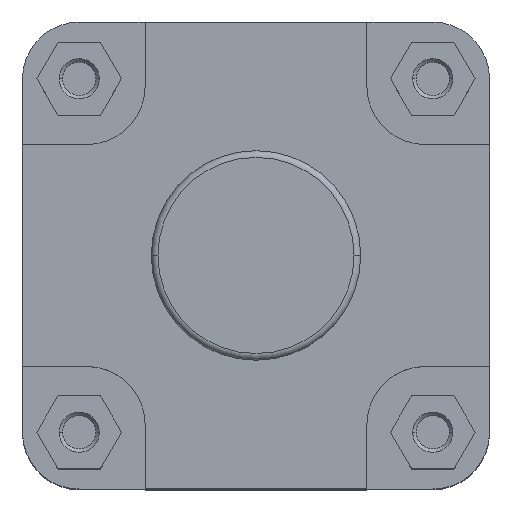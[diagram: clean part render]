
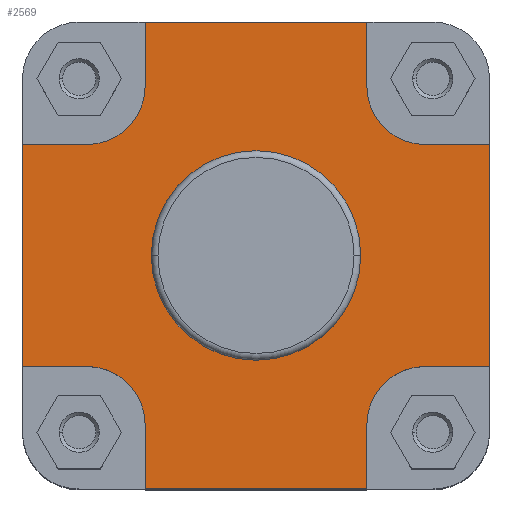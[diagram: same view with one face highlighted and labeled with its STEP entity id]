
A CAD part, top view. The second image highlights one B-rep face of the part: STEP entity #2569.
In plain terms, the highlighted planar face has unit normal (0, 0, 1).
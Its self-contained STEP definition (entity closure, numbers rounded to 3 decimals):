
#1 = ORIENTED_EDGE ( 'NONE', *, *, #377, .F. ) ;
#75 = DIRECTION ( 'NONE',  ( 1., 0., 0. ) ) ;
#110 = CARTESIAN_POINT ( 'NONE',  ( 70., 33.25, -6. ) ) ;
#139 = DIRECTION ( 'NONE',  ( 0., 1., 0. ) ) ;
#140 = CARTESIAN_POINT ( 'NONE',  ( -33.25, 70., -6. ) ) ;
#141 = CARTESIAN_POINT ( 'NONE',  ( 70., -154.141, -6. ) ) ;
#146 = DIRECTION ( 'NONE',  ( 0., -1., 0. ) ) ;
#192 = DIRECTION ( 'NONE',  ( 1., 0., 0. ) ) ;
#194 = CARTESIAN_POINT ( 'NONE',  ( 0., -70., -6. ) ) ;
#253 = EDGE_CURVE ( 'NONE', #7096, #7060, #1515, .T. ) ;
#263 = EDGE_CURVE ( 'NONE', #6973, #7030, #1540, .T. ) ;
#308 = EDGE_CURVE ( 'NONE', #7046, #7061, #1604, .T. ) ;
#315 = EDGE_CURVE ( 'NONE', #7070, #7029, #1627, .T. ) ;
#317 = EDGE_CURVE ( 'NONE', #7096, #6983, #1601, .T. ) ;
#360 = EDGE_CURVE ( 'NONE', #7061, #6715, #1701, .T. ) ;
#377 = EDGE_CURVE ( 'NONE', #6715, #7060, #1727, .T. ) ;
#409 = EDGE_CURVE ( 'NONE', #6622, #6621, #1782, .T. ) ;
#463 = EDGE_CURVE ( 'NONE', #7029, #6522, #1872, .T. ) ;
#525 = EDGE_CURVE ( 'NONE', #7046, #7103, #1966, .T. ) ;
#546 = EDGE_CURVE ( 'NONE', #6982, #6977, #2004, .T. ) ;
#549 = EDGE_CURVE ( 'NONE', #7068, #7070, #2010, .T. ) ;
#566 = EDGE_CURVE ( 'NONE', #7073, #7068, #2016, .T. ) ;
#643 = EDGE_CURVE ( 'NONE', #7030, #7073, #2160, .T. ) ;
#658 = EDGE_CURVE ( 'NONE', #6522, #7103, #2182, .T. ) ;
#746 = AXIS2_PLACEMENT_3D ( 'NONE', #6758, #6666, #6788 ) ;
#756 = AXIS2_PLACEMENT_3D ( 'NONE', #7493, #7495, #7522 ) ;
#778 = AXIS2_PLACEMENT_3D ( 'NONE', #7329, #7330, #7178 ) ;
#847 = AXIS2_PLACEMENT_3D ( 'NONE', #2660, #2662, #2663 ) ;
#1151 = AXIS2_PLACEMENT_3D ( 'NONE', #3752, #3754, #3755 ) ;
#1174 = AXIS2_PLACEMENT_3D ( 'NONE', #4559, #4567, #4568 ) ;
#1188 = AXIS2_PLACEMENT_3D ( 'NONE', #4987, #4988, #4989 ) ;
#1320 = EDGE_LOOP ( 'NONE', ( #6429, #1, #6511, #6415, #5827, #6406, #6410, #6407, #6432, #5826, #6422, #5828, #5825, #6419, #6428, #6434 ) ) ;
#1377 = EDGE_LOOP ( 'NONE', ( #6426, #6421 ) ) ;
#1515 = LINE ( 'NONE', #7229, #1523 ) ;
#1523 = VECTOR ( 'NONE', #7227, 1000. ) ;
#1537 = VECTOR ( 'NONE', #6770, 1000. ) ;
#1540 = LINE ( 'NONE', #7264, #1537 ) ;
#1601 = LINE ( 'NONE', #6824, #1631 ) ;
#1604 = LINE ( 'NONE', #7213, #1615 ) ;
#1615 = VECTOR ( 'NONE', #7180, 1000. ) ;
#1627 = LINE ( 'NONE', #6827, #1628 ) ;
#1628 = VECTOR ( 'NONE', #6801, 1000. ) ;
#1631 = VECTOR ( 'NONE', #6868, 1000. ) ;
#1701 = CIRCLE ( 'NONE', #746, 17.5 ) ;
#1724 = VECTOR ( 'NONE', #7541, 1000. ) ;
#1727 = LINE ( 'NONE', #6877, #1724 ) ;
#1782 = CIRCLE ( 'NONE', #756, 31.4 ) ;
#1872 = CIRCLE ( 'NONE', #778, 17.5 ) ;
#1966 = LINE ( 'NONE', #194, #1967 ) ;
#1967 = VECTOR ( 'NONE', #192, 1000. ) ;
#2004 = LINE ( 'NONE', #140, #2005 ) ;
#2005 = VECTOR ( 'NONE', #139, 1000. ) ;
#2010 = LINE ( 'NONE', #141, #2011 ) ;
#2011 = VECTOR ( 'NONE', #146, 1000. ) ;
#2016 = LINE ( 'NONE', #110, #2024 ) ;
#2024 = VECTOR ( 'NONE', #75, 1000. ) ;
#2160 = CIRCLE ( 'NONE', #847, 17.5 ) ;
#2182 = LINE ( 'NONE', #2699, #2183 ) ;
#2183 = VECTOR ( 'NONE', #2700, 1000. ) ;
#2569 = ADVANCED_FACE ( 'NONE', ( #4245, #4249 ), #3753, .F. ) ;
#2660 = CARTESIAN_POINT ( 'NONE',  ( 50.75, 50.75, -6. ) ) ;
#2662 = DIRECTION ( 'NONE',  ( 0., 0., 1. ) ) ;
#2663 = DIRECTION ( 'NONE',  ( -1., 0., 0. ) ) ;
#2699 = CARTESIAN_POINT ( 'NONE',  ( 33.25, -70., -6. ) ) ;
#2700 = DIRECTION ( 'NONE',  ( 0., -1., 0. ) ) ;
#3752 = CARTESIAN_POINT ( 'NONE',  ( 0., 31.4, -6. ) ) ;
#3753 = PLANE ( 'NONE',  #1151 ) ;
#3754 = DIRECTION ( 'NONE',  ( 0., 0., -1. ) ) ;
#3755 = DIRECTION ( 'NONE',  ( -1., 0., 0. ) ) ;
#3781 = CARTESIAN_POINT ( 'NONE',  ( 0., 70., -6. ) ) ;
#3782 = DIRECTION ( 'NONE',  ( 1., 0., 0. ) ) ;
#4245 = FACE_BOUND ( 'NONE', #1377, .T. ) ;
#4249 = FACE_OUTER_BOUND ( 'NONE', #1320, .T. ) ;
#4260 = LINE ( 'NONE', #3781, #4261 ) ;
#4261 = VECTOR ( 'NONE', #3782, 1000. ) ;
#4376 = CIRCLE ( 'NONE', #1174, 31.4 ) ;
#4411 = CIRCLE ( 'NONE', #1188, 17.5 ) ;
#4559 = CARTESIAN_POINT ( 'NONE',  ( 0., 0., -6. ) ) ;
#4567 = DIRECTION ( 'NONE',  ( 0., 0., 1. ) ) ;
#4568 = DIRECTION ( 'NONE',  ( 1., 0., 0. ) ) ;
#4635 = CARTESIAN_POINT ( 'NONE',  ( 33.25, -50.75, -6. ) ) ;
#4734 = CARTESIAN_POINT ( 'NONE',  ( -31.4, 0., -6. ) ) ;
#4735 = CARTESIAN_POINT ( 'NONE',  ( 31.4, 0., -6. ) ) ;
#4822 = CARTESIAN_POINT ( 'NONE',  ( -50.75, -33.25, -6. ) ) ;
#4865 = CARTESIAN_POINT ( 'NONE',  ( 33.25, 70., -6. ) ) ;
#4869 = CARTESIAN_POINT ( 'NONE',  ( -33.25, 70., -6. ) ) ;
#4874 = CARTESIAN_POINT ( 'NONE',  ( -33.25, 50.75, -6. ) ) ;
#4875 = CARTESIAN_POINT ( 'NONE',  ( -50.75, 33.25, -6. ) ) ;
#4902 = CARTESIAN_POINT ( 'NONE',  ( 50.75, -33.25, -6. ) ) ;
#4903 = CARTESIAN_POINT ( 'NONE',  ( 33.25, 50.75, -6. ) ) ;
#4919 = CARTESIAN_POINT ( 'NONE',  ( -33.25, -70., -6. ) ) ;
#4930 = CARTESIAN_POINT ( 'NONE',  ( -70., -33.25, -6. ) ) ;
#4931 = CARTESIAN_POINT ( 'NONE',  ( -33.25, -50.75, -6. ) ) ;
#4938 = CARTESIAN_POINT ( 'NONE',  ( 70., 33.25, -6. ) ) ;
#4940 = CARTESIAN_POINT ( 'NONE',  ( 70., -33.25, -6. ) ) ;
#4943 = CARTESIAN_POINT ( 'NONE',  ( 50.75, 33.25, -6. ) ) ;
#4966 = CARTESIAN_POINT ( 'NONE',  ( -70., 33.25, -6. ) ) ;
#4973 = CARTESIAN_POINT ( 'NONE',  ( 33.25, -70., -6. ) ) ;
#4987 = CARTESIAN_POINT ( 'NONE',  ( -50.75, 50.75, -6. ) ) ;
#4988 = DIRECTION ( 'NONE',  ( 0., 0., 1. ) ) ;
#4989 = DIRECTION ( 'NONE',  ( -1., 0., 0. ) ) ;
#5825 = ORIENTED_EDGE ( 'NONE', *, *, #6373, .F. ) ;
#5826 = ORIENTED_EDGE ( 'NONE', *, *, #566, .F. ) ;
#5827 = ORIENTED_EDGE ( 'NONE', *, *, #525, .T. ) ;
#5828 = ORIENTED_EDGE ( 'NONE', *, *, #263, .F. ) ;
#6373 = EDGE_CURVE ( 'NONE', #6977, #6973, #4260, .T. ) ;
#6406 = ORIENTED_EDGE ( 'NONE', *, *, #658, .F. ) ;
#6407 = ORIENTED_EDGE ( 'NONE', *, *, #315, .F. ) ;
#6410 = ORIENTED_EDGE ( 'NONE', *, *, #463, .F. ) ;
#6415 = ORIENTED_EDGE ( 'NONE', *, *, #308, .F. ) ;
#6419 = ORIENTED_EDGE ( 'NONE', *, *, #546, .F. ) ;
#6421 = ORIENTED_EDGE ( 'NONE', *, *, #6487, .F. ) ;
#6422 = ORIENTED_EDGE ( 'NONE', *, *, #643, .F. ) ;
#6426 = ORIENTED_EDGE ( 'NONE', *, *, #409, .F. ) ;
#6428 = ORIENTED_EDGE ( 'NONE', *, *, #7597, .F. ) ;
#6429 = ORIENTED_EDGE ( 'NONE', *, *, #253, .T. ) ;
#6432 = ORIENTED_EDGE ( 'NONE', *, *, #549, .F. ) ;
#6434 = ORIENTED_EDGE ( 'NONE', *, *, #317, .F. ) ;
#6487 = EDGE_CURVE ( 'NONE', #6621, #6622, #4376, .T. ) ;
#6511 = ORIENTED_EDGE ( 'NONE', *, *, #360, .F. ) ;
#6522 = VERTEX_POINT ( 'NONE', #4635 ) ;
#6621 = VERTEX_POINT ( 'NONE', #4734 ) ;
#6622 = VERTEX_POINT ( 'NONE', #4735 ) ;
#6666 = DIRECTION ( 'NONE',  ( 0., 0., 1. ) ) ;
#6715 = VERTEX_POINT ( 'NONE', #4822 ) ;
#6758 = CARTESIAN_POINT ( 'NONE',  ( -50.75, -50.75, -6. ) ) ;
#6770 = DIRECTION ( 'NONE',  ( 0., -1., 0. ) ) ;
#6788 = DIRECTION ( 'NONE',  ( -1., 0., 0. ) ) ;
#6801 = DIRECTION ( 'NONE',  ( -1., 0., 0. ) ) ;
#6824 = CARTESIAN_POINT ( 'NONE',  ( -50.75, 33.25, -6. ) ) ;
#6827 = CARTESIAN_POINT ( 'NONE',  ( 50.75, -33.25, -6. ) ) ;
#6868 = DIRECTION ( 'NONE',  ( 1., 0., 0. ) ) ;
#6877 = CARTESIAN_POINT ( 'NONE',  ( -70., -33.25, -6. ) ) ;
#6973 = VERTEX_POINT ( 'NONE', #4865 ) ;
#6977 = VERTEX_POINT ( 'NONE', #4869 ) ;
#6982 = VERTEX_POINT ( 'NONE', #4874 ) ;
#6983 = VERTEX_POINT ( 'NONE', #4875 ) ;
#7029 = VERTEX_POINT ( 'NONE', #4902 ) ;
#7030 = VERTEX_POINT ( 'NONE', #4903 ) ;
#7046 = VERTEX_POINT ( 'NONE', #4919 ) ;
#7060 = VERTEX_POINT ( 'NONE', #4930 ) ;
#7061 = VERTEX_POINT ( 'NONE', #4931 ) ;
#7068 = VERTEX_POINT ( 'NONE', #4938 ) ;
#7070 = VERTEX_POINT ( 'NONE', #4940 ) ;
#7073 = VERTEX_POINT ( 'NONE', #4943 ) ;
#7096 = VERTEX_POINT ( 'NONE', #4966 ) ;
#7103 = VERTEX_POINT ( 'NONE', #4973 ) ;
#7178 = DIRECTION ( 'NONE',  ( -1., 0., 0. ) ) ;
#7180 = DIRECTION ( 'NONE',  ( 0., 1., 0. ) ) ;
#7213 = CARTESIAN_POINT ( 'NONE',  ( -33.25, -50.75, -6. ) ) ;
#7227 = DIRECTION ( 'NONE',  ( 0., -1., 0. ) ) ;
#7229 = CARTESIAN_POINT ( 'NONE',  ( -70., -154.141, -6. ) ) ;
#7264 = CARTESIAN_POINT ( 'NONE',  ( 33.25, 50.75, -6. ) ) ;
#7329 = CARTESIAN_POINT ( 'NONE',  ( 50.75, -50.75, -6. ) ) ;
#7330 = DIRECTION ( 'NONE',  ( 0., 0., 1. ) ) ;
#7493 = CARTESIAN_POINT ( 'NONE',  ( 0., 0., -6. ) ) ;
#7495 = DIRECTION ( 'NONE',  ( 0., 0., 1. ) ) ;
#7522 = DIRECTION ( 'NONE',  ( 1., 0., 0. ) ) ;
#7541 = DIRECTION ( 'NONE',  ( -1., 0., 0. ) ) ;
#7597 = EDGE_CURVE ( 'NONE', #6983, #6982, #4411, .T. ) ;
